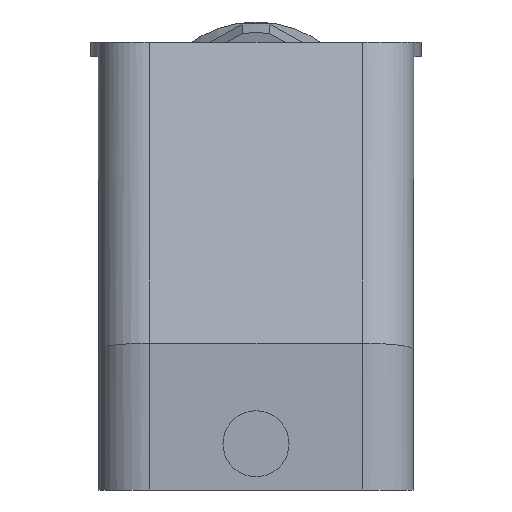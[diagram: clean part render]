
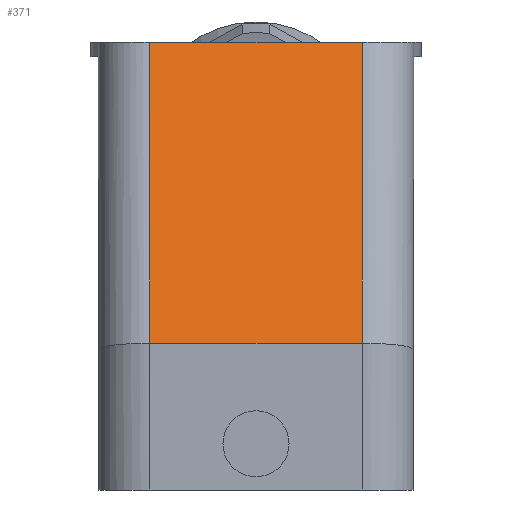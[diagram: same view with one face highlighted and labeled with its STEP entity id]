
A CAD part, left-side view. The second image highlights one B-rep face of the part: STEP entity #371.
In plain terms, the highlighted planar face has unit normal (-0.966, 0, 0.259).
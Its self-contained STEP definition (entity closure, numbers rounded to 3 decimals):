
#371 = ADVANCED_FACE( '', ( #825 ), #826, .T. );
#825 = FACE_OUTER_BOUND( '', #1365, .T. );
#826 = PLANE( '', #1366 );
#1365 = EDGE_LOOP( '', ( #2425, #2426, #2427, #2428 ) );
#1366 = AXIS2_PLACEMENT_3D( '', #2429, #2430, #2431 );
#2425 = ORIENTED_EDGE( '', *, *, #3547, .T. );
#2426 = ORIENTED_EDGE( '', *, *, #3375, .T. );
#2427 = ORIENTED_EDGE( '', *, *, #3483, .F. );
#2428 = ORIENTED_EDGE( '', *, *, #3548, .F. );
#2429 = CARTESIAN_POINT( '', ( -60., 0., 20. ) );
#2430 = DIRECTION( '', ( -0.966, 0., 0.259 ) );
#2431 = DIRECTION( '', ( 0.259, 0., 0.966 ) );
#3375 = EDGE_CURVE( '', #4081, #4093, #4095, .T. );
#3483 = EDGE_CURVE( '', #4257, #4093, #4259, .T. );
#3547 = EDGE_CURVE( '', #4340, #4081, #4341, .T. );
#3548 = EDGE_CURVE( '', #4340, #4257, #4342, .T. );
#4081 = VERTEX_POINT( '', #5084 );
#4093 = VERTEX_POINT( '', #5101 );
#4095 = LINE( '', #5103, #5104 );
#4257 = VERTEX_POINT( '', #5459 );
#4259 = LINE( '', #5461, #5462 );
#4340 = VERTEX_POINT( '', #5580 );
#4341 = LINE( '', #5581, #5582 );
#4342 = LINE( '', #5583, #5584 );
#5084 = CARTESIAN_POINT( '', ( -60., -14.5, 20. ) );
#5101 = CARTESIAN_POINT( '', ( -49.014, -14.5, 61. ) );
#5103 = CARTESIAN_POINT( '', ( -49.014, -14.5, 61. ) );
#5104 = VECTOR( '', #6119, 1000. );
#5459 = CARTESIAN_POINT( '', ( -49.014, 14.5, 61. ) );
#5461 = CARTESIAN_POINT( '', ( -49.014, 0., 61. ) );
#5462 = VECTOR( '', #6216, 1000. );
#5580 = CARTESIAN_POINT( '', ( -60., 14.5, 20. ) );
#5581 = CARTESIAN_POINT( '', ( -60., 0., 20. ) );
#5582 = VECTOR( '', #6267, 1000. );
#5583 = CARTESIAN_POINT( '', ( -49.014, 14.5, 61. ) );
#5584 = VECTOR( '', #6268, 1000. );
#6119 = DIRECTION( '', ( 0.259, 0., 0.966 ) );
#6216 = DIRECTION( '', ( 0., -1., 0. ) );
#6267 = DIRECTION( '', ( 0., -1., 0. ) );
#6268 = DIRECTION( '', ( 0.259, 0., 0.966 ) );
